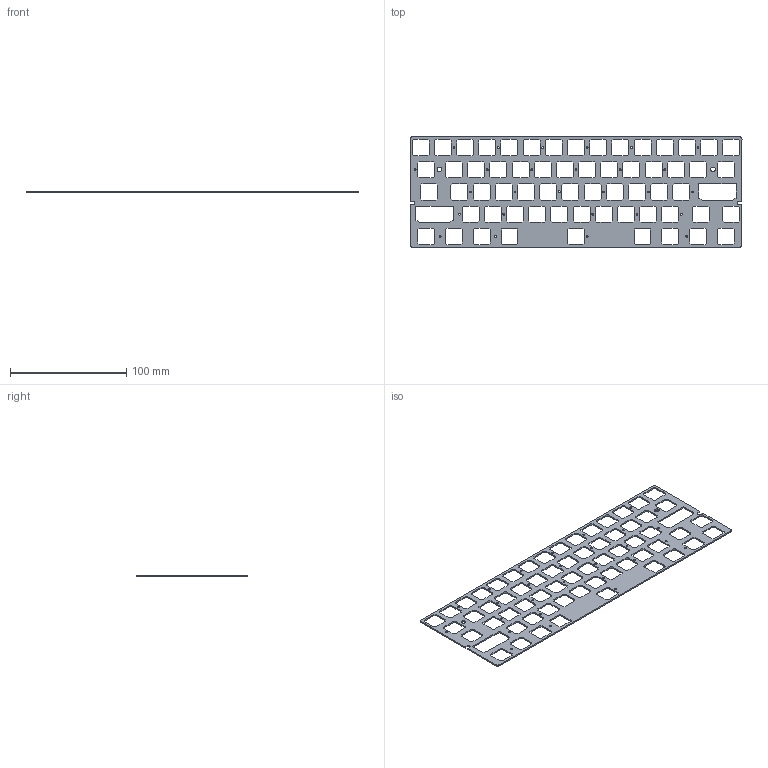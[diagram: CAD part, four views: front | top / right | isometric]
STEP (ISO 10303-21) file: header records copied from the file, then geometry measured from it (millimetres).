
FILE_DESCRIPTION(/* description */ (''),/* implementation_level */ '2;1');
FILE_NAME(/* name */ 'ANSI_7U_WK_SplitBP_Plate.step',/* time_stamp */ '2024-02-08T20:34:17-05:00',/* author */ (''),/* organization */ (''),/* preprocessor_version */ 'ST-DEVELOPER v20',/* originating_system */ 'Autodesk Translation Framework v12.14.0.127',/* authorisation */ '');
FILE_SCHEMA (('AUTOMOTIVE_DESIGN { 1 0 10303 214 3 1 1 }'));
Length unit declared in the file: millimetre
Products named in the file (1): ANSI_7U_WK_Plate
Bounding box: 285 x 94.6 x 1.2 mm (x, y, z)
Volume: 16246.7 mm3; surface area: 32436.8 mm2
Topology: 1 solids, 1 shells, 559 faces, 1671 edges, 1114 vertices
Faces by surface type: plane 520, cylinder 39
Full cylindrical faces by diameter (mm): 1.623 x27, 4 x2
Entity records: 18895 total; most frequent: CARTESIAN_POINT 3345, ORIENTED_EDGE 3342, DIRECTION 2869, EDGE_CURVE 1671, LINE 1593, VECTOR 1593, VERTEX_POINT 1114, EDGE_LOOP 745
